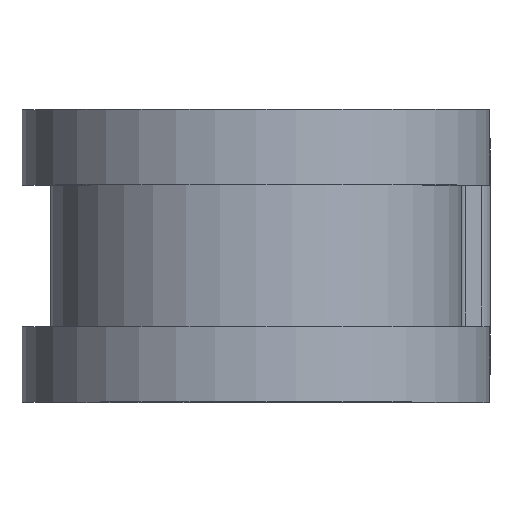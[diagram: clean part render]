
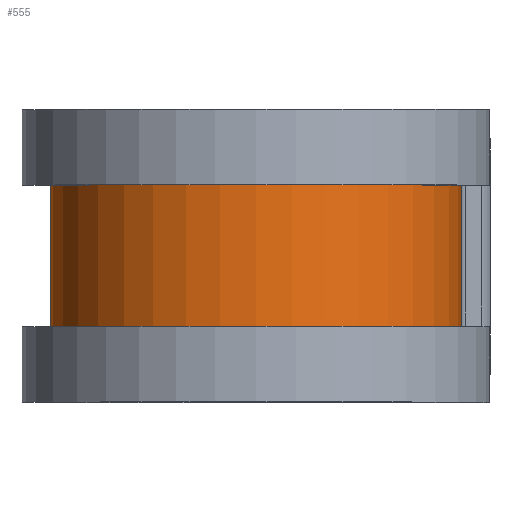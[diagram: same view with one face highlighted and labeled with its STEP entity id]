
A CAD part, top view. The second image highlights one B-rep face of the part: STEP entity #555.
In plain terms, the highlighted cylindrical face has radius 11.062 mm (diameter 22.123 mm), a partial arc.
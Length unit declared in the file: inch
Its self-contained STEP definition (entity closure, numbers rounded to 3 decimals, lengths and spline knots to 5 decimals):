
#12 = ORIENTED_EDGE ( 'NONE', *, *, #599, .T. ) ;
#40 = AXIS2_PLACEMENT_3D ( 'NONE', #564, #617, #680 ) ;
#66 = EDGE_CURVE ( 'NONE', #253, #282, #128, .T. ) ;
#101 = VECTOR ( 'NONE', #1170, 39.37008 ) ;
#128 = LINE ( 'NONE', #1685, #101 ) ;
#134 = AXIS2_PLACEMENT_3D ( 'NONE', #404, #397, #1759 ) ;
#253 = VERTEX_POINT ( 'NONE', #1708 ) ;
#282 = VERTEX_POINT ( 'NONE', #768 ) ;
#314 = VERTEX_POINT ( 'NONE', #936 ) ;
#320 = DIRECTION ( 'NONE',  ( 0., 0., -1. ) ) ;
#397 = DIRECTION ( 'NONE',  ( 0., -1., 0. ) ) ;
#404 = CARTESIAN_POINT ( 'NONE',  ( 0., 0.25, 0. ) ) ;
#425 = DIRECTION ( 'NONE',  ( 0., -1., 0. ) ) ;
#430 = CARTESIAN_POINT ( 'NONE',  ( 0., 0.15, 0. ) ) ;
#554 = ORIENTED_EDGE ( 'NONE', *, *, #1465, .T. ) ;
#555 = ADVANCED_FACE ( 'NONE', ( #1163 ), #1202, .T. ) ;
#564 = CARTESIAN_POINT ( 'NONE',  ( 0., -0.15, 0. ) ) ;
#587 = EDGE_CURVE ( 'NONE', #282, #314, #1164, .T. ) ;
#599 = EDGE_CURVE ( 'NONE', #253, #939, #1176, .T. ) ;
#617 = DIRECTION ( 'NONE',  ( 0., -1., 0. ) ) ;
#680 = DIRECTION ( 'NONE',  ( 0., 0., -1. ) ) ;
#768 = CARTESIAN_POINT ( 'NONE',  ( 0.4355, -0.15, 0. ) ) ;
#808 = ORIENTED_EDGE ( 'NONE', *, *, #587, .F. ) ;
#830 = ORIENTED_EDGE ( 'NONE', *, *, #66, .F. ) ;
#870 = DIRECTION ( 'NONE',  ( 0., -1., 0. ) ) ;
#936 = CARTESIAN_POINT ( 'NONE',  ( 0., -0.15, -0.4355 ) ) ;
#939 = VERTEX_POINT ( 'NONE', #1406 ) ;
#1040 = LINE ( 'NONE', #1650, #1078 ) ;
#1078 = VECTOR ( 'NONE', #870, 39.37008 ) ;
#1163 = FACE_OUTER_BOUND ( 'NONE', #1435, .T. ) ;
#1164 = CIRCLE ( 'NONE', #40, 0.4355 ) ;
#1170 = DIRECTION ( 'NONE',  ( 0., -1., 0. ) ) ;
#1176 = CIRCLE ( 'NONE', #1441, 0.4355 ) ;
#1202 = CYLINDRICAL_SURFACE ( 'NONE', #134, 0.4355 ) ;
#1406 = CARTESIAN_POINT ( 'NONE',  ( 0., 0.15, -0.4355 ) ) ;
#1435 = EDGE_LOOP ( 'NONE', ( #830, #12, #554, #808 ) ) ;
#1441 = AXIS2_PLACEMENT_3D ( 'NONE', #430, #425, #320 ) ;
#1465 = EDGE_CURVE ( 'NONE', #939, #314, #1040, .T. ) ;
#1650 = CARTESIAN_POINT ( 'NONE',  ( 0., 0.25, -0.4355 ) ) ;
#1685 = CARTESIAN_POINT ( 'NONE',  ( 0.4355, 0.25, 0. ) ) ;
#1708 = CARTESIAN_POINT ( 'NONE',  ( 0.4355, 0.15, 0. ) ) ;
#1759 = DIRECTION ( 'NONE',  ( 0., 0., -1. ) ) ;
